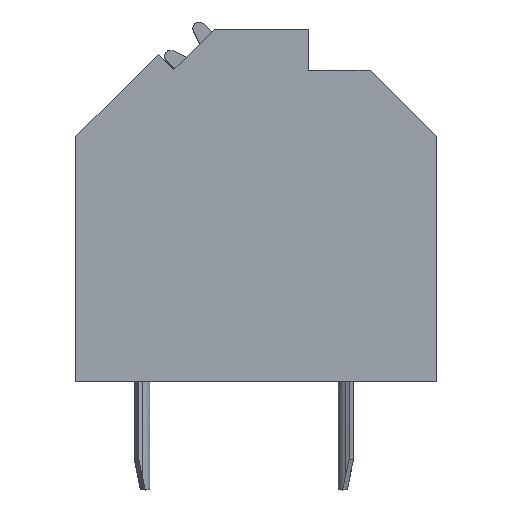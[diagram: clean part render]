
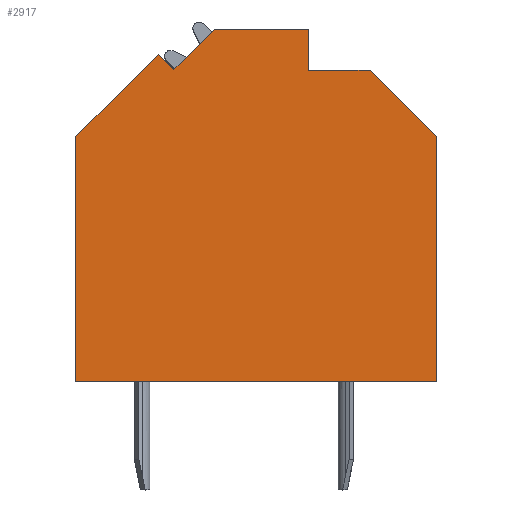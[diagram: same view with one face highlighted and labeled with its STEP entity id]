
A CAD part, top view. The second image highlights one B-rep face of the part: STEP entity #2917.
In plain terms, the highlighted planar face has unit normal (0, 0, 1).
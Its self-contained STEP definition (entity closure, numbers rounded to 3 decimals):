
#383=DIRECTION('',(-0.707,-0.707,0.));
#384=VECTOR('',#383,1.897);
#385=CARTESIAN_POINT('',(-1.39,5.718,13.565));
#386=LINE('',#385,#384);
#387=DIRECTION('',(-1.,0.,0.));
#388=VECTOR('',#387,3.14);
#389=CARTESIAN_POINT('',(1.75,5.718,13.565));
#390=LINE('',#389,#388);
#391=DIRECTION('',(0.,1.,0.));
#392=VECTOR('',#391,1.368);
#393=CARTESIAN_POINT('',(1.75,4.35,13.565));
#394=LINE('',#393,#392);
#395=DIRECTION('',(-1.,0.,0.));
#396=VECTOR('',#395,2.05);
#397=CARTESIAN_POINT('',(3.8,4.35,13.565));
#398=LINE('',#397,#396);
#399=DIRECTION('',(-0.707,0.707,0.));
#400=VECTOR('',#399,3.111);
#401=CARTESIAN_POINT('',(6.,2.15,13.565));
#402=LINE('',#401,#400);
#403=DIRECTION('',(0.,1.,0.));
#404=VECTOR('',#403,8.15);
#405=CARTESIAN_POINT('',(6.,-6.,13.565));
#406=LINE('',#405,#404);
#407=DIRECTION('',(1.,0.,0.));
#408=VECTOR('',#407,12.);
#409=CARTESIAN_POINT('',(-6.,-6.,13.565));
#410=LINE('',#409,#408);
#411=DIRECTION('',(0.,-1.,0.));
#412=VECTOR('',#411,8.14);
#413=CARTESIAN_POINT('',(-6.,2.14,13.565));
#414=LINE('',#413,#412);
#415=DIRECTION('',(-0.707,-0.707,0.));
#416=VECTOR('',#415,3.892);
#417=CARTESIAN_POINT('',(-3.248,4.892,13.565));
#418=LINE('',#417,#416);
#419=DIRECTION('',(-0.707,0.707,0.));
#420=VECTOR('',#419,0.73);
#421=CARTESIAN_POINT('',(-2.732,4.376,13.565));
#422=LINE('',#421,#420);
#1865=CARTESIAN_POINT('',(-1.39,5.718,13.565));
#1866=CARTESIAN_POINT('',(-2.732,4.376,13.565));
#1867=VERTEX_POINT('',#1865);
#1868=VERTEX_POINT('',#1866);
#1869=CARTESIAN_POINT('',(-3.248,4.892,13.565));
#1870=VERTEX_POINT('',#1869);
#1871=CARTESIAN_POINT('',(-6.,2.14,13.565));
#1872=VERTEX_POINT('',#1871);
#1873=CARTESIAN_POINT('',(-6.,-6.,13.565));
#1874=VERTEX_POINT('',#1873);
#1875=CARTESIAN_POINT('',(6.,-6.,13.565));
#1876=VERTEX_POINT('',#1875);
#1877=CARTESIAN_POINT('',(6.,2.15,13.565));
#1878=VERTEX_POINT('',#1877);
#1879=CARTESIAN_POINT('',(3.8,4.35,13.565));
#1880=VERTEX_POINT('',#1879);
#1881=CARTESIAN_POINT('',(1.75,4.35,13.565));
#1882=VERTEX_POINT('',#1881);
#1883=CARTESIAN_POINT('',(1.75,5.718,13.565));
#1884=VERTEX_POINT('',#1883);
#2892=CARTESIAN_POINT('',(0.,0.,13.565));
#2893=DIRECTION('',(0.,0.,1.));
#2894=DIRECTION('',(1.,0.,0.));
#2895=AXIS2_PLACEMENT_3D('',#2892,#2893,#2894);
#2896=PLANE('',#2895);
#2898=ORIENTED_EDGE('',*,*,#2897,.F.);
#2900=ORIENTED_EDGE('',*,*,#2899,.F.);
#2902=ORIENTED_EDGE('',*,*,#2901,.F.);
#2904=ORIENTED_EDGE('',*,*,#2903,.F.);
#2906=ORIENTED_EDGE('',*,*,#2905,.F.);
#2908=ORIENTED_EDGE('',*,*,#2907,.F.);
#2910=ORIENTED_EDGE('',*,*,#2909,.F.);
#2912=ORIENTED_EDGE('',*,*,#2911,.F.);
#2913=ORIENTED_EDGE('',*,*,#2856,.F.);
#2914=ORIENTED_EDGE('',*,*,#2625,.F.);
#2915=EDGE_LOOP('',(#2898,#2900,#2902,#2904,#2906,#2908,#2910,#2912,#2913,
#2914));
#2916=FACE_OUTER_BOUND('',#2915,.F.);
#2625=EDGE_CURVE('',#1868,#1870,#422,.T.);
#2856=EDGE_CURVE('',#1870,#1872,#418,.T.);
#2897=EDGE_CURVE('',#1867,#1868,#386,.T.);
#2899=EDGE_CURVE('',#1884,#1867,#390,.T.);
#2901=EDGE_CURVE('',#1882,#1884,#394,.T.);
#2903=EDGE_CURVE('',#1880,#1882,#398,.T.);
#2905=EDGE_CURVE('',#1878,#1880,#402,.T.);
#2907=EDGE_CURVE('',#1876,#1878,#406,.T.);
#2909=EDGE_CURVE('',#1874,#1876,#410,.T.);
#2911=EDGE_CURVE('',#1872,#1874,#414,.T.);
#2917=ADVANCED_FACE('',(#2916),#2896,.T.);
